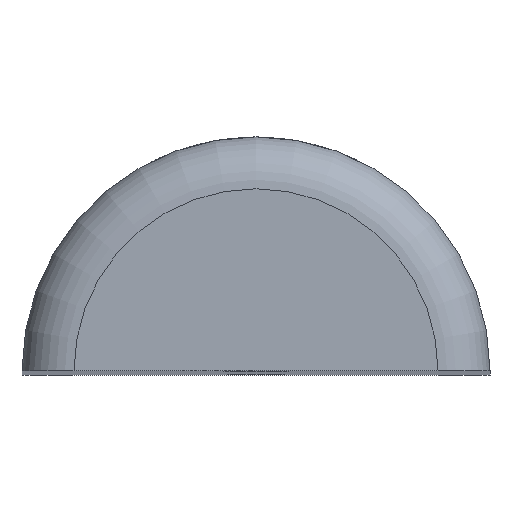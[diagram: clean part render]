
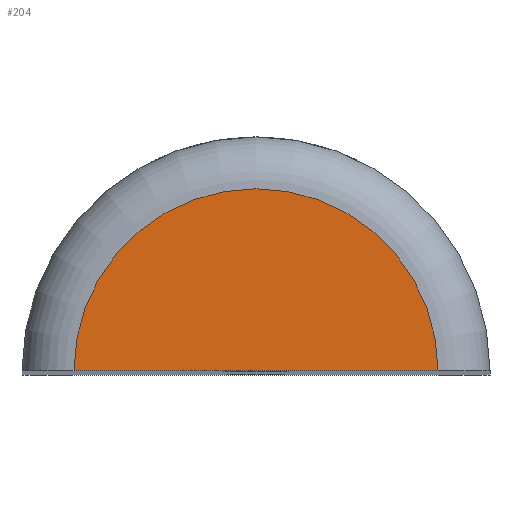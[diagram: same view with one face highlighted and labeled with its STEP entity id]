
A CAD part, top view. The second image highlights one B-rep face of the part: STEP entity #204.
In plain terms, the highlighted planar face has unit normal (0, 0, 1).
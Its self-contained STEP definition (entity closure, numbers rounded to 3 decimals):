
#31=PLANE('',#253);
#43=FACE_OUTER_BOUND('',#61,.T.);
#61=EDGE_LOOP('',(#186,#187));
#67=LINE('',#348,#75);
#75=VECTOR('',#287,10.);
#90=CIRCLE('',#249,7.);
#98=VERTEX_POINT('',#334);
#104=VERTEX_POINT('',#346);
#124=EDGE_CURVE('',#98,#104,#67,.T.);
#134=EDGE_CURVE('',#98,#104,#90,.T.);
#186=ORIENTED_EDGE('',*,*,#134,.F.);
#187=ORIENTED_EDGE('',*,*,#124,.T.);
#204=ADVANCED_FACE('',(#43),#31,.T.);
#249=AXIS2_PLACEMENT_3D('',#436,#306,#307);
#253=AXIS2_PLACEMENT_3D('',#440,#314,#315);
#287=DIRECTION('',(1.,0.,0.));
#306=DIRECTION('center_axis',(0.,0.,-1.));
#307=DIRECTION('ref_axis',(0.,1.,0.));
#314=DIRECTION('center_axis',(0.,0.,1.));
#315=DIRECTION('ref_axis',(1.,0.,0.));
#334=CARTESIAN_POINT('',(-7.,0.,96.));
#346=CARTESIAN_POINT('',(7.,0.,96.));
#348=CARTESIAN_POINT('',(-9.,0.,96.));
#436=CARTESIAN_POINT('Origin',(0.,0.,96.));
#440=CARTESIAN_POINT('Origin',(0.,4.5,96.));
